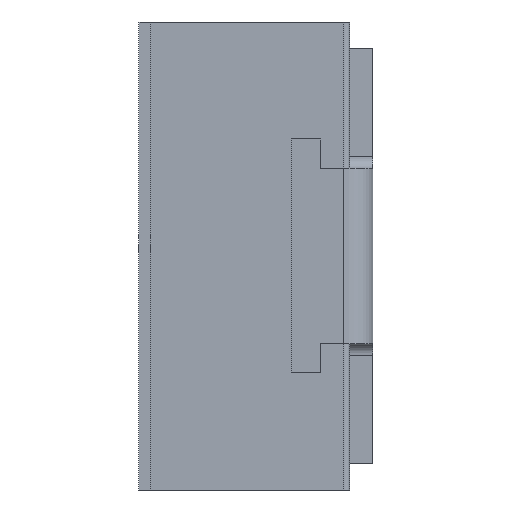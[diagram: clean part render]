
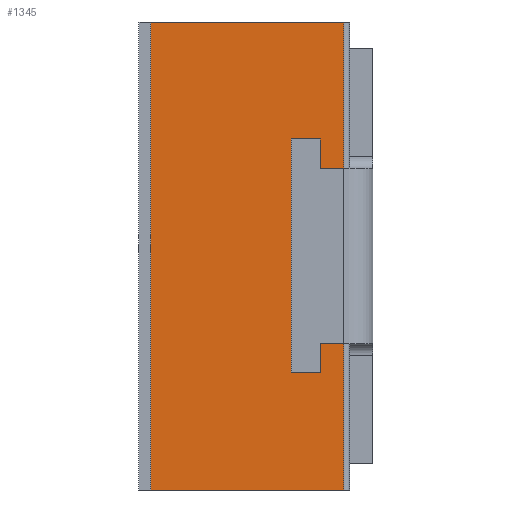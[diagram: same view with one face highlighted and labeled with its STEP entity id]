
A CAD part, left-side view. The second image highlights one B-rep face of the part: STEP entity #1345.
In plain terms, the highlighted planar face has unit normal (-1, 0, 0).
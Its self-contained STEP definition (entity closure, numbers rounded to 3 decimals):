
#75=FACE_OUTER_BOUND('',#155,.T.);
#155=EDGE_LOOP('',(#967,#968,#969,#970));
#242=LINE('',#1948,#414);
#257=LINE('',#1987,#429);
#270=LINE('',#2011,#442);
#271=LINE('',#2012,#443);
#414=VECTOR('',#1575,1000.);
#429=VECTOR('',#1600,1000.);
#442=VECTOR('',#1619,1000.);
#443=VECTOR('',#1620,1000.);
#578=VERTEX_POINT('',#1945);
#579=VERTEX_POINT('',#1947);
#597=VERTEX_POINT('',#1984);
#598=VERTEX_POINT('',#1986);
#714=EDGE_CURVE('',#578,#579,#242,.T.);
#733=EDGE_CURVE('',#598,#597,#257,.T.);
#746=EDGE_CURVE('',#598,#578,#270,.T.);
#747=EDGE_CURVE('',#579,#597,#271,.T.);
#967=ORIENTED_EDGE('',*,*,#714,.F.);
#968=ORIENTED_EDGE('',*,*,#746,.F.);
#969=ORIENTED_EDGE('',*,*,#733,.T.);
#970=ORIENTED_EDGE('',*,*,#747,.F.);
#1279=PLANE('',#1444);
#1345=ADVANCED_FACE('',(#75),#1279,.F.);
#1444=AXIS2_PLACEMENT_3D('',#2010,#1617,#1618);
#1575=DIRECTION('',(0.,-1.,0.));
#1600=DIRECTION('',(0.,-1.,0.));
#1617=DIRECTION('center_axis',(1.,0.,0.));
#1618=DIRECTION('ref_axis',(0.,1.,0.));
#1619=DIRECTION('',(0.,0.,1.));
#1620=DIRECTION('',(0.,0.,-1.));
#1945=CARTESIAN_POINT('',(-0.8,0.38,0.4));
#1947=CARTESIAN_POINT('',(-0.8,0.05,0.4));
#1948=CARTESIAN_POINT('',(-0.8,0.05,0.4));
#1984=CARTESIAN_POINT('',(-0.8,0.05,-0.4));
#1986=CARTESIAN_POINT('',(-0.8,0.38,-0.4));
#1987=CARTESIAN_POINT('',(-0.8,0.05,-0.4));
#2010=CARTESIAN_POINT('Origin',(-0.8,0.05,0.4));
#2011=CARTESIAN_POINT('',(-0.8,0.38,0.4));
#2012=CARTESIAN_POINT('',(-0.8,0.05,0.4));
